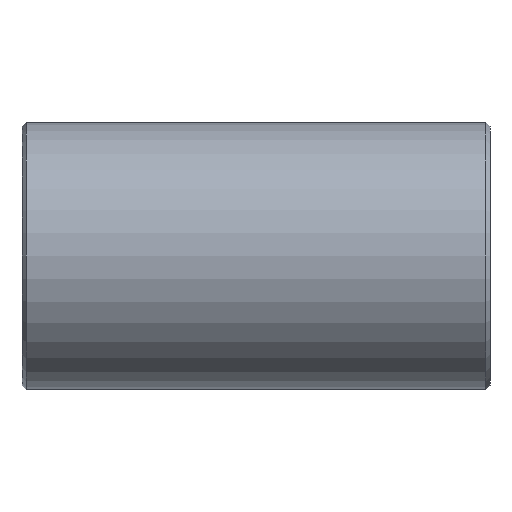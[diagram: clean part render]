
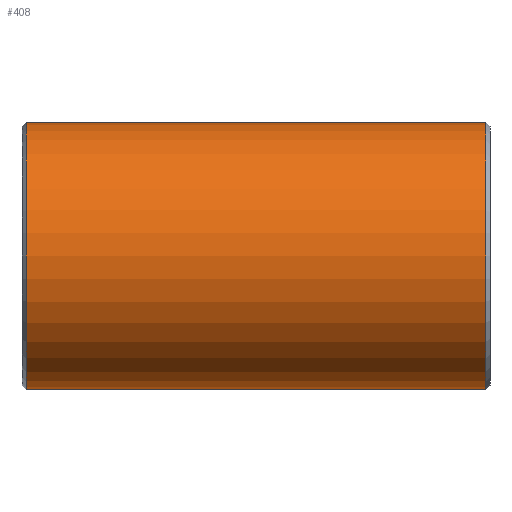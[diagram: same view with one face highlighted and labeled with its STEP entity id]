
A CAD part, front view. The second image highlights one B-rep face of the part: STEP entity #408.
In plain terms, the highlighted cylindrical face has radius 70.65 mm (diameter 141.3 mm), a partial arc.
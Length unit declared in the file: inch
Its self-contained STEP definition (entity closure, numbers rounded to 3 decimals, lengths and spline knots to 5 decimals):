
#6 = VERTEX_POINT ( 'NONE', #670 ) ;
#122 = DIRECTION ( 'NONE',  ( 0., 0., -1. ) ) ;
#137 = DIRECTION ( 'NONE',  ( 0., 0., 1. ) ) ;
#164 = ORIENTED_EDGE ( 'NONE', *, *, #775, .T. ) ;
#167 = ORIENTED_EDGE ( 'NONE', *, *, #563, .T. ) ;
#174 = FACE_OUTER_BOUND ( 'NONE', #752, .T. ) ;
#230 = ORIENTED_EDGE ( 'NONE', *, *, #313, .T. ) ;
#260 = CARTESIAN_POINT ( 'NONE',  ( 4.794, 0., 2.7815 ) ) ;
#283 = DIRECTION ( 'NONE',  ( -1., 0., 0. ) ) ;
#313 = EDGE_CURVE ( 'NONE', #6, #469, #609, .T. ) ;
#321 = AXIS2_PLACEMENT_3D ( 'NONE', #437, #690, #137 ) ;
#322 = CARTESIAN_POINT ( 'NONE',  ( 4.88, 0., -2.7815 ) ) ;
#360 = CARTESIAN_POINT ( 'NONE',  ( 4.88, 0., 2.7815 ) ) ;
#363 = AXIS2_PLACEMENT_3D ( 'NONE', #625, #684, #122 ) ;
#385 = DIRECTION ( 'NONE',  ( -1., 0., 0. ) ) ;
#408 = ADVANCED_FACE ( 'NONE', ( #174 ), #553, .T. ) ;
#417 = EDGE_CURVE ( 'NONE', #6, #480, #549, .T. ) ;
#437 = CARTESIAN_POINT ( 'NONE',  ( -4.794, 0., 0. ) ) ;
#469 = VERTEX_POINT ( 'NONE', #260 ) ;
#480 = VERTEX_POINT ( 'NONE', #685 ) ;
#500 = DIRECTION ( 'NONE',  ( -1., 0., 0. ) ) ;
#539 = ORIENTED_EDGE ( 'NONE', *, *, #417, .F. ) ;
#549 = LINE ( 'NONE', #322, #720 ) ;
#553 = CYLINDRICAL_SURFACE ( 'NONE', #630, 2.7815 ) ;
#563 = EDGE_CURVE ( 'NONE', #659, #480, #683, .T. ) ;
#609 = CIRCLE ( 'NONE', #363, 2.7815 ) ;
#625 = CARTESIAN_POINT ( 'NONE',  ( 4.794, 0., 0. ) ) ;
#630 = AXIS2_PLACEMENT_3D ( 'NONE', #739, #385, #803 ) ;
#659 = VERTEX_POINT ( 'NONE', #769 ) ;
#670 = CARTESIAN_POINT ( 'NONE',  ( 4.794, 0., -2.7815 ) ) ;
#683 = CIRCLE ( 'NONE', #321, 2.7815 ) ;
#684 = DIRECTION ( 'NONE',  ( -1., 0., 0. ) ) ;
#685 = CARTESIAN_POINT ( 'NONE',  ( -4.794, 0., -2.7815 ) ) ;
#690 = DIRECTION ( 'NONE',  ( 1., 0., 0. ) ) ;
#696 = VECTOR ( 'NONE', #283, 39.37008 ) ;
#720 = VECTOR ( 'NONE', #500, 39.37008 ) ;
#723 = LINE ( 'NONE', #360, #696 ) ;
#739 = CARTESIAN_POINT ( 'NONE',  ( 4.88, 0., 0. ) ) ;
#752 = EDGE_LOOP ( 'NONE', ( #539, #230, #164, #167 ) ) ;
#769 = CARTESIAN_POINT ( 'NONE',  ( -4.794, 0., 2.7815 ) ) ;
#775 = EDGE_CURVE ( 'NONE', #469, #659, #723, .T. ) ;
#803 = DIRECTION ( 'NONE',  ( 0., 0., 1. ) ) ;
